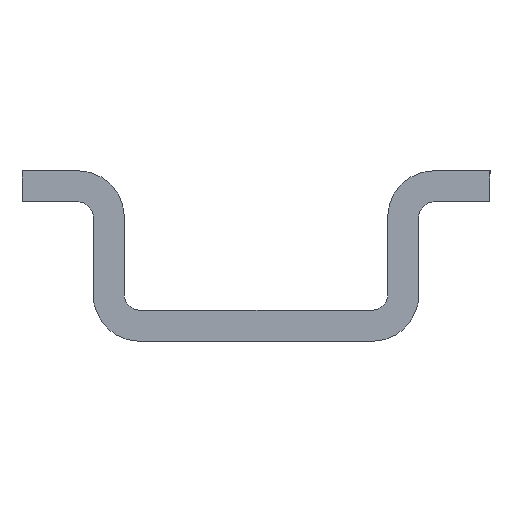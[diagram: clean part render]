
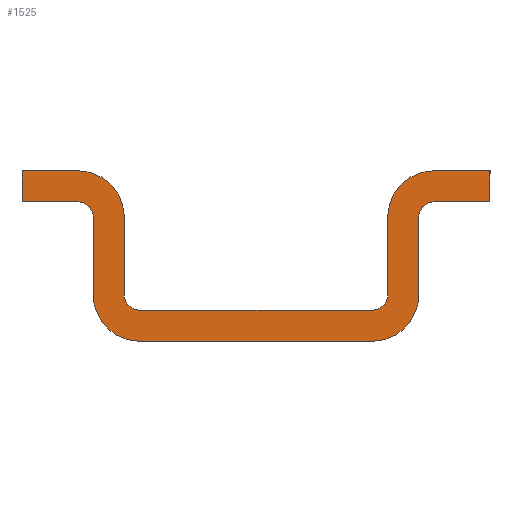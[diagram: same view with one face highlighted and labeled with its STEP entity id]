
A CAD part, left-side view. The second image highlights one B-rep face of the part: STEP entity #1525.
In plain terms, the highlighted planar face has unit normal (-1, 0, 0).
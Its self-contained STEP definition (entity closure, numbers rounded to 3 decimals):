
#79=FACE_OUTER_BOUND('',#157,.T.);
#157=EDGE_LOOP('',(#1027,#1028,#1029,#1030,#1031,#1032,#1033,#1034,#1035,
#1036,#1037,#1038,#1039,#1040,#1041,#1042,#1043,#1044,#1045,#1046));
#263=CIRCLE('',#1624,1.5);
#264=CIRCLE('',#1625,0.5);
#265=CIRCLE('',#1626,0.5);
#266=CIRCLE('',#1627,1.5);
#267=CIRCLE('',#1628,0.5);
#268=CIRCLE('',#1629,1.5);
#269=CIRCLE('',#1630,1.5);
#270=CIRCLE('',#1631,0.5);
#335=LINE('',#2235,#491);
#336=LINE('',#2237,#492);
#337=LINE('',#2241,#493);
#338=LINE('',#2245,#494);
#339=LINE('',#2249,#495);
#340=LINE('',#2253,#496);
#341=LINE('',#2255,#497);
#342=LINE('',#2257,#498);
#343=LINE('',#2261,#499);
#344=LINE('',#2265,#500);
#345=LINE('',#2269,#501);
#346=LINE('',#2272,#502);
#491=VECTOR('',#1777,10.);
#492=VECTOR('',#1778,10.);
#493=VECTOR('',#1781,10.);
#494=VECTOR('',#1784,10.);
#495=VECTOR('',#1787,10.);
#496=VECTOR('',#1790,10.);
#497=VECTOR('',#1791,10.);
#498=VECTOR('',#1792,10.);
#499=VECTOR('',#1795,10.);
#500=VECTOR('',#1798,10.);
#501=VECTOR('',#1801,10.);
#502=VECTOR('',#1804,10.);
#647=VERTEX_POINT('',#2233);
#648=VERTEX_POINT('',#2234);
#649=VERTEX_POINT('',#2236);
#650=VERTEX_POINT('',#2238);
#651=VERTEX_POINT('',#2240);
#652=VERTEX_POINT('',#2242);
#653=VERTEX_POINT('',#2244);
#654=VERTEX_POINT('',#2246);
#655=VERTEX_POINT('',#2248);
#656=VERTEX_POINT('',#2250);
#657=VERTEX_POINT('',#2252);
#658=VERTEX_POINT('',#2254);
#659=VERTEX_POINT('',#2256);
#660=VERTEX_POINT('',#2258);
#661=VERTEX_POINT('',#2260);
#662=VERTEX_POINT('',#2262);
#663=VERTEX_POINT('',#2264);
#664=VERTEX_POINT('',#2266);
#665=VERTEX_POINT('',#2268);
#666=VERTEX_POINT('',#2270);
#799=EDGE_CURVE('',#647,#648,#335,.T.);
#800=EDGE_CURVE('',#649,#647,#336,.T.);
#801=EDGE_CURVE('',#650,#649,#263,.T.);
#802=EDGE_CURVE('',#651,#650,#337,.T.);
#803=EDGE_CURVE('',#652,#651,#264,.T.);
#804=EDGE_CURVE('',#653,#652,#338,.T.);
#805=EDGE_CURVE('',#654,#653,#265,.T.);
#806=EDGE_CURVE('',#655,#654,#339,.T.);
#807=EDGE_CURVE('',#656,#655,#266,.T.);
#808=EDGE_CURVE('',#657,#656,#340,.T.);
#809=EDGE_CURVE('',#658,#657,#341,.T.);
#810=EDGE_CURVE('',#659,#658,#342,.T.);
#811=EDGE_CURVE('',#660,#659,#267,.T.);
#812=EDGE_CURVE('',#661,#660,#343,.T.);
#813=EDGE_CURVE('',#662,#661,#268,.T.);
#814=EDGE_CURVE('',#663,#662,#344,.T.);
#815=EDGE_CURVE('',#664,#663,#269,.T.);
#816=EDGE_CURVE('',#665,#664,#345,.T.);
#817=EDGE_CURVE('',#666,#665,#270,.T.);
#818=EDGE_CURVE('',#648,#666,#346,.T.);
#1027=ORIENTED_EDGE('',*,*,#799,.F.);
#1028=ORIENTED_EDGE('',*,*,#800,.F.);
#1029=ORIENTED_EDGE('',*,*,#801,.F.);
#1030=ORIENTED_EDGE('',*,*,#802,.F.);
#1031=ORIENTED_EDGE('',*,*,#803,.F.);
#1032=ORIENTED_EDGE('',*,*,#804,.F.);
#1033=ORIENTED_EDGE('',*,*,#805,.F.);
#1034=ORIENTED_EDGE('',*,*,#806,.F.);
#1035=ORIENTED_EDGE('',*,*,#807,.F.);
#1036=ORIENTED_EDGE('',*,*,#808,.F.);
#1037=ORIENTED_EDGE('',*,*,#809,.F.);
#1038=ORIENTED_EDGE('',*,*,#810,.F.);
#1039=ORIENTED_EDGE('',*,*,#811,.F.);
#1040=ORIENTED_EDGE('',*,*,#812,.F.);
#1041=ORIENTED_EDGE('',*,*,#813,.F.);
#1042=ORIENTED_EDGE('',*,*,#814,.F.);
#1043=ORIENTED_EDGE('',*,*,#815,.F.);
#1044=ORIENTED_EDGE('',*,*,#816,.F.);
#1045=ORIENTED_EDGE('',*,*,#817,.F.);
#1046=ORIENTED_EDGE('',*,*,#818,.F.);
#1483=PLANE('',#1623);
#1525=ADVANCED_FACE('',(#79),#1483,.F.);
#1623=AXIS2_PLACEMENT_3D('',#2232,#1775,#1776);
#1624=AXIS2_PLACEMENT_3D('',#2239,#1779,#1780);
#1625=AXIS2_PLACEMENT_3D('',#2243,#1782,#1783);
#1626=AXIS2_PLACEMENT_3D('',#2247,#1785,#1786);
#1627=AXIS2_PLACEMENT_3D('',#2251,#1788,#1789);
#1628=AXIS2_PLACEMENT_3D('',#2259,#1793,#1794);
#1629=AXIS2_PLACEMENT_3D('',#2263,#1796,#1797);
#1630=AXIS2_PLACEMENT_3D('',#2267,#1799,#1800);
#1631=AXIS2_PLACEMENT_3D('',#2271,#1802,#1803);
#1775=DIRECTION('center_axis',(1.,0.,0.));
#1776=DIRECTION('ref_axis',(0.,-1.,0.));
#1777=DIRECTION('',(0.,0.,-1.));
#1778=DIRECTION('',(0.,-1.,0.));
#1779=DIRECTION('center_axis',(1.,0.,0.));
#1780=DIRECTION('ref_axis',(0.,1.,0.));
#1781=DIRECTION('',(0.,0.,1.));
#1782=DIRECTION('center_axis',(-1.,0.,0.));
#1783=DIRECTION('ref_axis',(0.,1.,0.));
#1784=DIRECTION('',(0.,-1.,0.));
#1785=DIRECTION('center_axis',(-1.,0.,0.));
#1786=DIRECTION('ref_axis',(0.,0.,1.));
#1787=DIRECTION('',(0.,0.,-1.));
#1788=DIRECTION('center_axis',(1.,0.,0.));
#1789=DIRECTION('ref_axis',(0.,0.,1.));
#1790=DIRECTION('',(0.,-1.,0.));
#1791=DIRECTION('',(0.,0.,1.));
#1792=DIRECTION('',(0.,1.,0.));
#1793=DIRECTION('center_axis',(-1.,0.,0.));
#1794=DIRECTION('ref_axis',(0.,0.,-1.));
#1795=DIRECTION('',(0.,0.,1.));
#1796=DIRECTION('center_axis',(1.,0.,0.));
#1797=DIRECTION('ref_axis',(0.,0.,-1.));
#1798=DIRECTION('',(0.,1.,0.));
#1799=DIRECTION('center_axis',(1.,0.,0.));
#1800=DIRECTION('ref_axis',(0.,-1.,0.));
#1801=DIRECTION('',(0.,0.,-1.));
#1802=DIRECTION('center_axis',(-1.,0.,0.));
#1803=DIRECTION('ref_axis',(0.,-1.,0.));
#1804=DIRECTION('',(0.,1.,0.));
#2232=CARTESIAN_POINT('Origin',(355.5,109.357,5.5));
#2233=CARTESIAN_POINT('',(355.5,-7.55,5.5));
#2234=CARTESIAN_POINT('',(355.5,-7.55,4.5));
#2235=CARTESIAN_POINT('',(355.5,-7.55,5.));
#2236=CARTESIAN_POINT('',(355.5,-5.75,5.5));
#2237=CARTESIAN_POINT('',(355.5,50.904,5.5));
#2238=CARTESIAN_POINT('',(355.5,-4.25,4.));
#2239=CARTESIAN_POINT('Origin',(355.5,-5.75,4.));
#2240=CARTESIAN_POINT('',(355.5,-4.25,1.5));
#2241=CARTESIAN_POINT('',(355.5,-4.25,4.75));
#2242=CARTESIAN_POINT('',(355.5,-3.75,1.));
#2243=CARTESIAN_POINT('Origin',(355.5,-3.75,1.5));
#2244=CARTESIAN_POINT('',(355.5,3.75,1.));
#2245=CARTESIAN_POINT('',(355.5,52.804,1.));
#2246=CARTESIAN_POINT('',(355.5,4.25,1.5));
#2247=CARTESIAN_POINT('Origin',(355.5,3.75,1.5));
#2248=CARTESIAN_POINT('',(355.5,4.25,4.));
#2249=CARTESIAN_POINT('',(355.5,4.25,3.5));
#2250=CARTESIAN_POINT('',(355.5,5.75,5.5));
#2251=CARTESIAN_POINT('Origin',(355.5,5.75,4.));
#2252=CARTESIAN_POINT('',(355.5,7.55,5.5));
#2253=CARTESIAN_POINT('',(355.5,57.554,5.5));
#2254=CARTESIAN_POINT('',(355.5,7.55,4.5));
#2255=CARTESIAN_POINT('',(355.5,7.55,5.5));
#2256=CARTESIAN_POINT('',(355.5,5.75,4.5));
#2257=CARTESIAN_POINT('',(355.5,58.454,4.5));
#2258=CARTESIAN_POINT('',(355.5,5.25,4.));
#2259=CARTESIAN_POINT('Origin',(355.5,5.75,4.));
#2260=CARTESIAN_POINT('',(355.5,5.25,1.5));
#2261=CARTESIAN_POINT('',(355.5,5.25,4.75));
#2262=CARTESIAN_POINT('',(355.5,3.75,0.));
#2263=CARTESIAN_POINT('Origin',(355.5,3.75,1.5));
#2264=CARTESIAN_POINT('',(355.5,-3.75,0.));
#2265=CARTESIAN_POINT('',(355.5,56.554,0.));
#2266=CARTESIAN_POINT('',(355.5,-5.25,1.5));
#2267=CARTESIAN_POINT('Origin',(355.5,-3.75,1.5));
#2268=CARTESIAN_POINT('',(355.5,-5.25,4.));
#2269=CARTESIAN_POINT('',(355.5,-5.25,3.5));
#2270=CARTESIAN_POINT('',(355.5,-5.75,4.5));
#2271=CARTESIAN_POINT('Origin',(355.5,-5.75,4.));
#2272=CARTESIAN_POINT('',(355.5,51.804,4.5));
